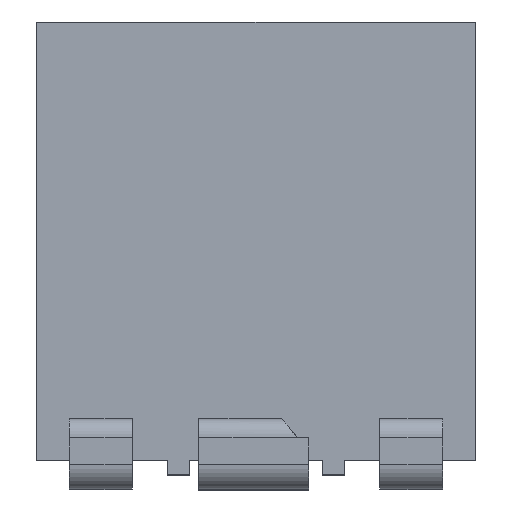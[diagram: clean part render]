
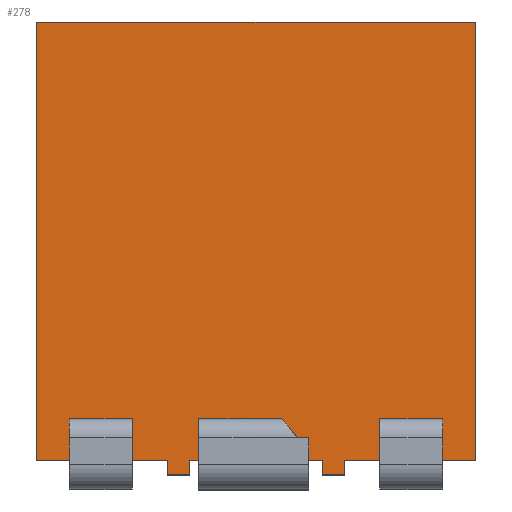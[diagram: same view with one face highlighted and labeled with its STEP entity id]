
A CAD part, top view. The second image highlights one B-rep face of the part: STEP entity #278.
In plain terms, the highlighted planar face has unit normal (0, 0, 1).
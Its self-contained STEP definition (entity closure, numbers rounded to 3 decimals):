
#8 = EDGE_CURVE ( 'NONE', #1318, #805, #484, .T. ) ;
#33 = DIRECTION ( 'NONE',  ( 1., 0., 0. ) ) ;
#55 = CARTESIAN_POINT ( 'NONE',  ( 0.79, 0.26, 1.59 ) ) ;
#100 = EDGE_CURVE ( 'NONE', #488, #2190, #732, .T. ) ;
#115 = DIRECTION ( 'NONE',  ( 1., 0., 0. ) ) ;
#119 = VERTEX_POINT ( 'NONE', #2233 ) ;
#121 = DIRECTION ( 'NONE',  ( 1., 0., 0. ) ) ;
#130 = CARTESIAN_POINT ( 'NONE',  ( 0.59, 0.13, 1.59 ) ) ;
#210 = DIRECTION ( 'NONE',  ( 0., 0., 1. ) ) ;
#224 = CARTESIAN_POINT ( 'NONE',  ( -0.59, 0.26, 1.59 ) ) ;
#245 = DIRECTION ( 'NONE',  ( 1., 0., 0. ) ) ;
#253 = EDGE_CURVE ( 'NONE', #366, #1318, #2160, .T. ) ;
#278 = ADVANCED_FACE ( 'NONE', ( #1561 ), #1022, .T. ) ;
#323 = DIRECTION ( 'NONE',  ( 0., 1., 0. ) ) ;
#366 = VERTEX_POINT ( 'NONE', #1890 ) ;
#368 = ORIENTED_EDGE ( 'NONE', *, *, #2427, .T. ) ;
#377 = ORIENTED_EDGE ( 'NONE', *, *, #100, .T. ) ;
#444 = EDGE_CURVE ( 'NONE', #1435, #119, #1154, .T. ) ;
#465 = ORIENTED_EDGE ( 'NONE', *, *, #444, .T. ) ;
#482 = VECTOR ( 'NONE', #1316, 1000. ) ;
#484 = LINE ( 'NONE', #2506, #2578 ) ;
#488 = VERTEX_POINT ( 'NONE', #130 ) ;
#532 = CARTESIAN_POINT ( 'NONE',  ( -0.79, 0.13, 1.59 ) ) ;
#553 = DIRECTION ( 'NONE',  ( 1., 0., 0. ) ) ;
#600 = VECTOR ( 'NONE', #1799, 1000. ) ;
#646 = EDGE_CURVE ( 'NONE', #2190, #797, #1683, .T. ) ;
#693 = LINE ( 'NONE', #2388, #600 ) ;
#696 = VECTOR ( 'NONE', #2128, 1000. ) ;
#699 = LINE ( 'NONE', #1032, #1190 ) ;
#711 = EDGE_CURVE ( 'NONE', #805, #1629, #693, .T. ) ;
#732 = LINE ( 'NONE', #2030, #2317 ) ;
#788 = LINE ( 'NONE', #1407, #2457 ) ;
#797 = VERTEX_POINT ( 'NONE', #55 ) ;
#805 = VERTEX_POINT ( 'NONE', #1431 ) ;
#834 = EDGE_CURVE ( 'NONE', #1385, #119, #1212, .T. ) ;
#917 = EDGE_LOOP ( 'NONE', ( #1380, #2412, #1821, #1830, #2439, #2011, #2166, #2494, #377, #1100, #368, #465 ) ) ;
#988 = CARTESIAN_POINT ( 'NONE',  ( -1.95, 4.16, 1.59 ) ) ;
#1022 = PLANE ( 'NONE',  #1899 ) ;
#1032 = CARTESIAN_POINT ( 'NONE',  ( -1.95, 0.26, 1.59 ) ) ;
#1100 = ORIENTED_EDGE ( 'NONE', *, *, #646, .T. ) ;
#1154 = LINE ( 'NONE', #2105, #1244 ) ;
#1190 = VECTOR ( 'NONE', #2243, 1000. ) ;
#1212 = LINE ( 'NONE', #1909, #2181 ) ;
#1244 = VECTOR ( 'NONE', #323, 1000. ) ;
#1276 = CARTESIAN_POINT ( 'NONE',  ( -1.95, 0.26, 1.59 ) ) ;
#1304 = VECTOR ( 'NONE', #553, 1000. ) ;
#1316 = DIRECTION ( 'NONE',  ( 0., -1., 0. ) ) ;
#1318 = VERTEX_POINT ( 'NONE', #532 ) ;
#1327 = CARTESIAN_POINT ( 'NONE',  ( -1.95, 0.26, 1.59 ) ) ;
#1380 = ORIENTED_EDGE ( 'NONE', *, *, #834, .F. ) ;
#1385 = VERTEX_POINT ( 'NONE', #988 ) ;
#1407 = CARTESIAN_POINT ( 'NONE',  ( -1.95, 0.26, 1.59 ) ) ;
#1419 = CARTESIAN_POINT ( 'NONE',  ( -0.79, 0.26, 1.59 ) ) ;
#1431 = CARTESIAN_POINT ( 'NONE',  ( -0.59, 0.13, 1.59 ) ) ;
#1435 = VERTEX_POINT ( 'NONE', #2079 ) ;
#1485 = EDGE_CURVE ( 'NONE', #2319, #366, #2207, .T. ) ;
#1523 = CARTESIAN_POINT ( 'NONE',  ( -1.95, 0.26, 1.59 ) ) ;
#1561 = FACE_OUTER_BOUND ( 'NONE', #917, .T. ) ;
#1589 = LINE ( 'NONE', #2048, #482 ) ;
#1616 = DIRECTION ( 'NONE',  ( 0., -1., 0. ) ) ;
#1621 = DIRECTION ( 'NONE',  ( 1., 0., 0. ) ) ;
#1629 = VERTEX_POINT ( 'NONE', #224 ) ;
#1631 = CARTESIAN_POINT ( 'NONE',  ( 0.79, 0.13, 1.59 ) ) ;
#1646 = EDGE_CURVE ( 'NONE', #2319, #1385, #699, .T. ) ;
#1683 = LINE ( 'NONE', #2198, #2123 ) ;
#1798 = VERTEX_POINT ( 'NONE', #2508 ) ;
#1799 = DIRECTION ( 'NONE',  ( 0., 1., 0. ) ) ;
#1809 = LINE ( 'NONE', #1327, #1304 ) ;
#1821 = ORIENTED_EDGE ( 'NONE', *, *, #1485, .T. ) ;
#1830 = ORIENTED_EDGE ( 'NONE', *, *, #253, .T. ) ;
#1858 = EDGE_CURVE ( 'NONE', #1798, #488, #1589, .T. ) ;
#1890 = CARTESIAN_POINT ( 'NONE',  ( -0.79, 0.26, 1.59 ) ) ;
#1899 = AXIS2_PLACEMENT_3D ( 'NONE', #2006, #210, #33 ) ;
#1909 = CARTESIAN_POINT ( 'NONE',  ( -1.95, 4.16, 1.59 ) ) ;
#2006 = CARTESIAN_POINT ( 'NONE',  ( -1.95, 0.26, 1.59 ) ) ;
#2011 = ORIENTED_EDGE ( 'NONE', *, *, #711, .T. ) ;
#2030 = CARTESIAN_POINT ( 'NONE',  ( 0.59, 0.13, 1.59 ) ) ;
#2048 = CARTESIAN_POINT ( 'NONE',  ( 0.59, 0.26, 1.59 ) ) ;
#2079 = CARTESIAN_POINT ( 'NONE',  ( 1.95, 0.26, 1.59 ) ) ;
#2096 = VECTOR ( 'NONE', #1616, 1000. ) ;
#2105 = CARTESIAN_POINT ( 'NONE',  ( 1.95, 0.26, 1.59 ) ) ;
#2121 = EDGE_CURVE ( 'NONE', #1629, #1798, #788, .T. ) ;
#2123 = VECTOR ( 'NONE', #2206, 1000. ) ;
#2128 = DIRECTION ( 'NONE',  ( 1., 0., 0. ) ) ;
#2160 = LINE ( 'NONE', #1419, #2096 ) ;
#2166 = ORIENTED_EDGE ( 'NONE', *, *, #2121, .T. ) ;
#2181 = VECTOR ( 'NONE', #121, 1000. ) ;
#2190 = VERTEX_POINT ( 'NONE', #1631 ) ;
#2198 = CARTESIAN_POINT ( 'NONE',  ( 0.79, 0.26, 1.59 ) ) ;
#2206 = DIRECTION ( 'NONE',  ( 0., 1., 0. ) ) ;
#2207 = LINE ( 'NONE', #1523, #696 ) ;
#2233 = CARTESIAN_POINT ( 'NONE',  ( 1.95, 4.16, 1.59 ) ) ;
#2243 = DIRECTION ( 'NONE',  ( 0., 1., 0. ) ) ;
#2317 = VECTOR ( 'NONE', #245, 1000. ) ;
#2319 = VERTEX_POINT ( 'NONE', #1276 ) ;
#2388 = CARTESIAN_POINT ( 'NONE',  ( -0.59, 0.26, 1.59 ) ) ;
#2412 = ORIENTED_EDGE ( 'NONE', *, *, #1646, .F. ) ;
#2427 = EDGE_CURVE ( 'NONE', #797, #1435, #1809, .T. ) ;
#2439 = ORIENTED_EDGE ( 'NONE', *, *, #8, .T. ) ;
#2457 = VECTOR ( 'NONE', #1621, 1000. ) ;
#2494 = ORIENTED_EDGE ( 'NONE', *, *, #1858, .T. ) ;
#2506 = CARTESIAN_POINT ( 'NONE',  ( -0.79, 0.13, 1.59 ) ) ;
#2508 = CARTESIAN_POINT ( 'NONE',  ( 0.59, 0.26, 1.59 ) ) ;
#2578 = VECTOR ( 'NONE', #115, 1000. ) ;
